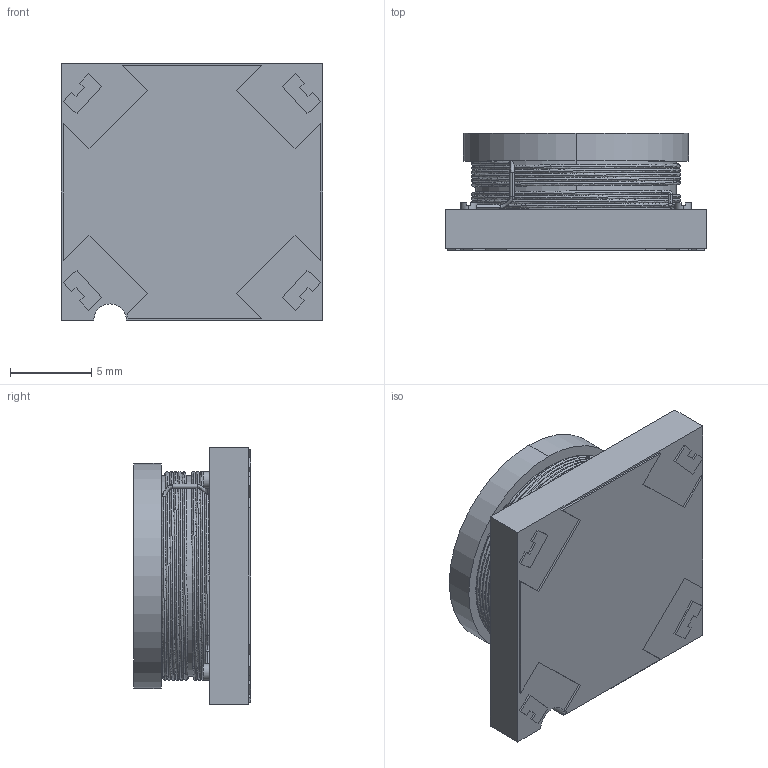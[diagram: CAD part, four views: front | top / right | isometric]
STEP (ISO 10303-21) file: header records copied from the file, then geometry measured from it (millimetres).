
FILE_DESCRIPTION (( 'STEP AP214' ), '1' );
FILE_NAME ('Triad Magnetics-AX97-40331.STEP', '2020-11-12T08:16:28', ( '' ), ( '' ), 'SwSTEP 2.0', 'SolidWorks 2020', '' );
FILE_SCHEMA (( 'AUTOMOTIVE_DESIGN' ));
Length unit declared in the file: inch
Products named in the file (1): Triad Magnetics-AX97-40331
Bounding box: 16.1 x 7.22 x 15.8 mm (x, y, z)
Volume: 1266.4 mm3; surface area: 1229.9 mm2
Topology: 1 solids, 1 shells, 354 faces, 963 edges, 642 vertices
Faces by surface type: plane 248, bspline 78, cylinder 28
Entity records: 21149 total; most frequent: CARTESIAN_POINT 8142, ORIENTED_EDGE 1926, DIRECTION 1359, EDGE_CURVE 963, VECTOR 717, LINE 717, VERTEX_POINT 642, EDGE_LOOP 389
